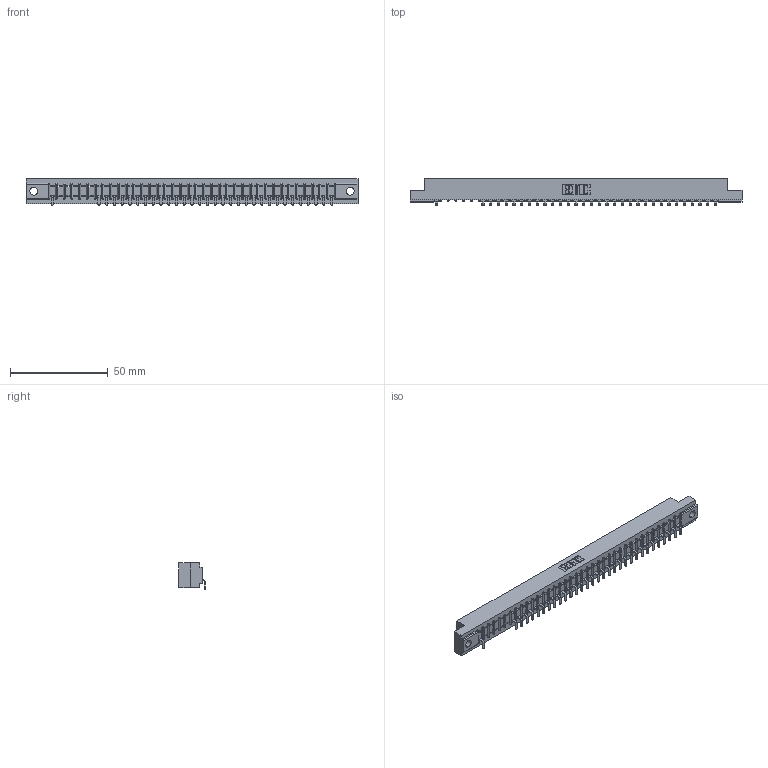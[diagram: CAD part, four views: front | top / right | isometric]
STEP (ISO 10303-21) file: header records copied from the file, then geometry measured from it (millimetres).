
FILE_DESCRIPTION (( 'STEP AP203' ), '1' );
FILE_NAME ('357-037-553-104.STEP', '2018-08-10T07:59:52', ( '' ), ( '' ), 'SwSTEP 2.0', 'SolidWorks 2016', '' );
FILE_SCHEMA (( 'CONFIG_CONTROL_DESIGN' ));
Length unit declared in the file: inch
Products named in the file (3): 307 Part_.156 Dia Mounting Holes; 307-290-002_553; 357-037-553-104
Assembly tree (33 placements, depth 2):
  357-037-553-104
    307 Part_.156 Dia Mounting Holes
    307-290-002_553  x32
Bounding box: 169.62 x 13.32 x 13.5 mm (x, y, z)
Volume: 17863.5 mm3; surface area: 21255.2 mm2
Topology: 33 solids, 33 shells, 2766 faces, 8487 edges, 5554 vertices
Faces by surface type: plane 1648, cylinder 1042, sphere 76
Entity records: 33448 total; most frequent: CARTESIAN_POINT 5669, ORIENTED_EDGE 5662, DIRECTION 5497, EDGE_CURVE 2831, VECTOR 2173, LINE 2173, VERTEX_POINT 1834, AXIS2_PLACEMENT_3D 1662
